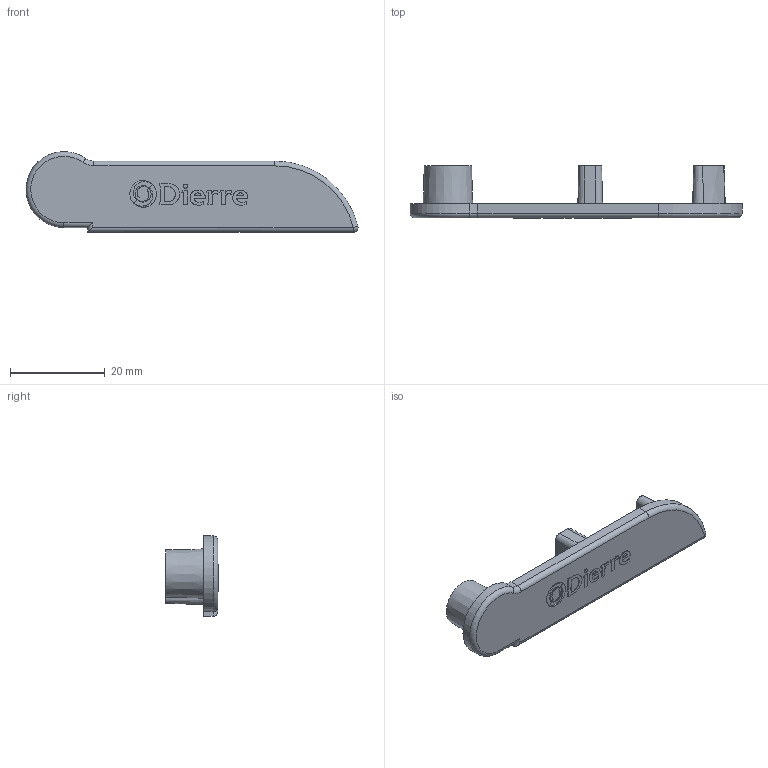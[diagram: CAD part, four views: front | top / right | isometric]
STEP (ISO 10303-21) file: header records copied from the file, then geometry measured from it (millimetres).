
FILE_DESCRIPTION(/* description */ ('Translator using VaultInventorServer'),/* implementation_level */ '2;1');
FILE_NAME(/* name */ 'DTPTR0000194.stp',/* time_stamp */ '2020-09-25T12:30:59+02:00',/* author */ ('Tecnico4'),/* organization */ (''),/* preprocessor_version */ 'ST-DEVELOPER v17.2',/* originating_system */ 'Autodesk Inventor 2019',/* authorisation */ '');
FILE_SCHEMA (('AUTOMOTIVE_DESIGN { 1 0 10303 214 3 1 1 }'));
Length unit declared in the file: millimetre
Products named in the file (1): DTPTR0000194
Bounding box: 69.99 x 11.1 x 16.98 mm (x, y, z)
Volume: 3513.2 mm3; surface area: 3506.6 mm2
Topology: 1 solids, 1 shells, 135 faces, 330 edges, 217 vertices
Faces by surface type: plane 73, bspline 39, cylinder 10, cone 9, torus 3, sphere 1
Full cylindrical faces by diameter (mm): 8.05 x1
Entity records: 4560 total; most frequent: CARTESIAN_POINT 1562, ORIENTED_EDGE 660, DIRECTION 487, EDGE_CURVE 330, VERTEX_POINT 217, LINE 211, VECTOR 211, EDGE_LOOP 155
